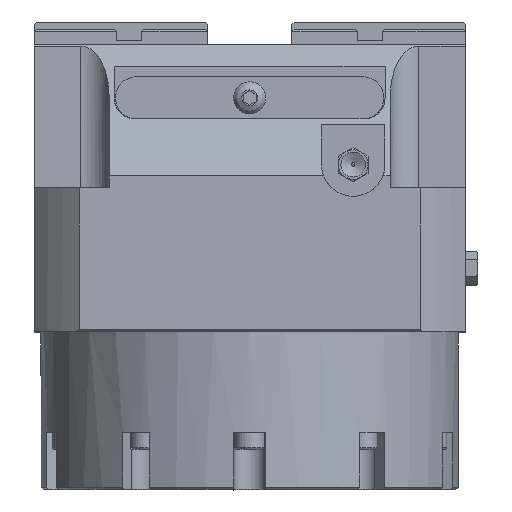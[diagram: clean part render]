
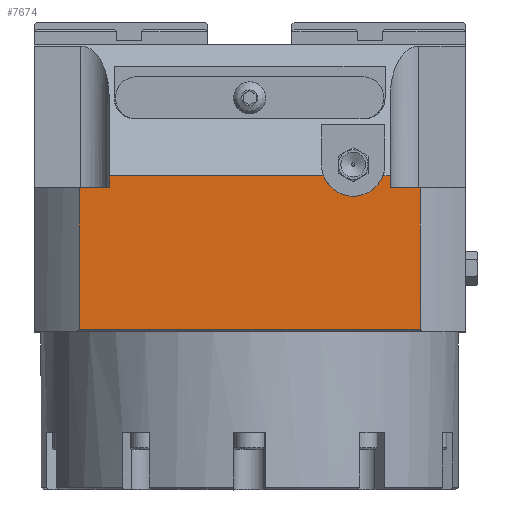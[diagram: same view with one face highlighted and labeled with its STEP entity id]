
A CAD part, top view. The second image highlights one B-rep face of the part: STEP entity #7674.
In plain terms, the highlighted planar face has unit normal (0, 0, 1).
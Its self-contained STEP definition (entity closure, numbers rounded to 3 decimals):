
#467=PLANE('',#8366);
#749=FACE_OUTER_BOUND('',#1182,.T.);
#1182=EDGE_LOOP('',(#5664,#5665,#5666,#5667,#5668,#5669,#5670,#5671,#5672,
#5673));
#1698=LINE('',#12106,#2347);
#1699=LINE('',#12108,#2348);
#1700=LINE('',#12110,#2349);
#1701=LINE('',#12112,#2350);
#1702=LINE('',#12114,#2351);
#1703=LINE('',#12116,#2352);
#1704=LINE('',#12118,#2353);
#1705=LINE('',#12120,#2354);
#1706=LINE('',#12121,#2355);
#2347=VECTOR('',#9531,66.5);
#2348=VECTOR('',#9532,2.823);
#2349=VECTOR('',#9533,7.049);
#2350=VECTOR('',#9534,33.5);
#2351=VECTOR('',#9535,80.598);
#2352=VECTOR('',#9536,33.5);
#2353=VECTOR('',#9537,7.049);
#2354=VECTOR('',#9538,2.823);
#2355=VECTOR('',#9539,66.5);
#2955=CIRCLE('',#8362,7.5);
#3440=VERTEX_POINT('',#12083);
#3444=VERTEX_POINT('',#12091);
#3447=VERTEX_POINT('',#12105);
#3448=VERTEX_POINT('',#12107);
#3449=VERTEX_POINT('',#12109);
#3450=VERTEX_POINT('',#12111);
#3451=VERTEX_POINT('',#12113);
#3452=VERTEX_POINT('',#12115);
#3453=VERTEX_POINT('',#12117);
#3454=VERTEX_POINT('',#12119);
#4310=EDGE_CURVE('',#3440,#3444,#2955,.T.);
#4316=EDGE_CURVE('',#3444,#3447,#1698,.T.);
#4317=EDGE_CURVE('',#3448,#3447,#1699,.T.);
#4318=EDGE_CURVE('',#3449,#3448,#1700,.T.);
#4319=EDGE_CURVE('',#3450,#3449,#1701,.T.);
#4320=EDGE_CURVE('',#3451,#3450,#1702,.T.);
#4321=EDGE_CURVE('',#3452,#3451,#1703,.T.);
#4322=EDGE_CURVE('',#3453,#3452,#1704,.T.);
#4323=EDGE_CURVE('',#3453,#3454,#1705,.T.);
#4324=EDGE_CURVE('',#3454,#3440,#1706,.T.);
#5664=ORIENTED_EDGE('',*,*,#4310,.T.);
#5665=ORIENTED_EDGE('',*,*,#4316,.T.);
#5666=ORIENTED_EDGE('',*,*,#4317,.F.);
#5667=ORIENTED_EDGE('',*,*,#4318,.F.);
#5668=ORIENTED_EDGE('',*,*,#4319,.F.);
#5669=ORIENTED_EDGE('',*,*,#4320,.F.);
#5670=ORIENTED_EDGE('',*,*,#4321,.F.);
#5671=ORIENTED_EDGE('',*,*,#4322,.F.);
#5672=ORIENTED_EDGE('',*,*,#4323,.T.);
#5673=ORIENTED_EDGE('',*,*,#4324,.T.);
#7674=ADVANCED_FACE('',(#749),#467,.F.);
#8362=AXIS2_PLACEMENT_3D('',#12093,#9516,#9517);
#8366=AXIS2_PLACEMENT_3D('',#12104,#9529,#9530);
#9516=DIRECTION('center_axis',(0.,0.,-1.));
#9517=DIRECTION('ref_axis',(-1.,0.,0.));
#9529=DIRECTION('center_axis',(0.,0.,-1.));
#9530=DIRECTION('ref_axis',(-1.,0.,0.));
#9531=DIRECTION('',(-1.,0.,0.));
#9532=DIRECTION('',(0.,1.,0.));
#9533=DIRECTION('',(1.,0.,0.));
#9534=DIRECTION('',(0.,1.,0.));
#9535=DIRECTION('',(-1.,0.,0.));
#9536=DIRECTION('',(0.,-1.,0.));
#9537=DIRECTION('',(1.,0.,0.));
#9538=DIRECTION('',(0.,1.,0.));
#9539=DIRECTION('',(-1.,0.,0.));
#12083=CARTESIAN_POINT('',(31.506,36.823,51.));
#12091=CARTESIAN_POINT('',(17.494,36.823,51.));
#12093=CARTESIAN_POINT('Origin',(24.5,39.5,51.));
#12104=CARTESIAN_POINT('Origin',(51.,36.823,51.));
#12105=CARTESIAN_POINT('',(-33.25,36.823,51.));
#12106=CARTESIAN_POINT('',(33.25,36.823,51.));
#12107=CARTESIAN_POINT('',(-33.25,34.,51.));
#12108=CARTESIAN_POINT('',(-33.25,34.,51.));
#12109=CARTESIAN_POINT('',(-40.299,34.,51.));
#12110=CARTESIAN_POINT('',(-40.299,34.,51.));
#12111=CARTESIAN_POINT('',(-40.299,0.5,51.));
#12112=CARTESIAN_POINT('',(-40.299,0.5,51.));
#12113=CARTESIAN_POINT('',(40.299,0.5,51.));
#12114=CARTESIAN_POINT('',(40.299,0.5,51.));
#12115=CARTESIAN_POINT('',(40.299,34.,51.));
#12116=CARTESIAN_POINT('',(40.299,34.,51.));
#12117=CARTESIAN_POINT('',(33.25,34.,51.));
#12118=CARTESIAN_POINT('',(33.25,34.,51.));
#12119=CARTESIAN_POINT('',(33.25,36.823,51.));
#12120=CARTESIAN_POINT('',(33.25,34.,51.));
#12121=CARTESIAN_POINT('',(33.25,36.823,51.));
